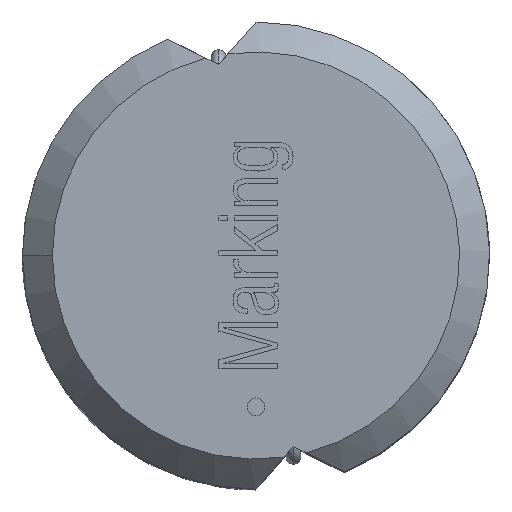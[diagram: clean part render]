
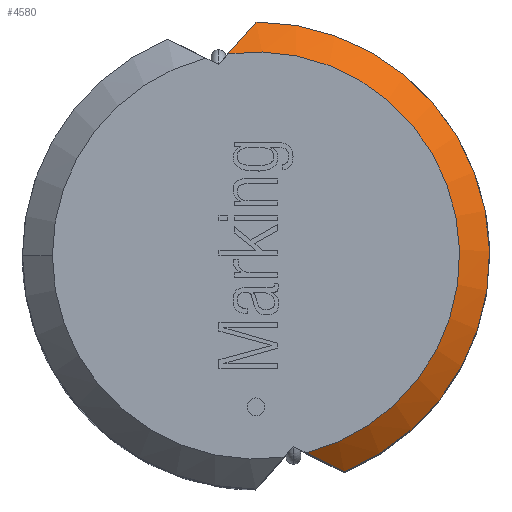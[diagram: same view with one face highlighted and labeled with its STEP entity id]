
A CAD part, top view. The second image highlights one B-rep face of the part: STEP entity #4580.
In plain terms, the highlighted conical face has half-angle 45 degrees and reference radius 3.9 mm.
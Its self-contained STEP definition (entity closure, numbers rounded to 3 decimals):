
#292 = ORIENTED_EDGE ( 'NONE', *, *, #16570, .F. ) ;
#863 = CARTESIAN_POINT ( 'NONE',  ( 0., 0., 6.3 ) ) ;
#934 = CARTESIAN_POINT ( 'NONE',  ( -0.167, 3.71, 5.99 ) ) ;
#1112 = DIRECTION ( 'NONE',  ( 0., 0., 1. ) ) ;
#2344 = CARTESIAN_POINT ( 'NONE',  ( 1.472, -3.612, 5.8 ) ) ;
#2566 = VERTEX_POINT ( 'NONE', #2344 ) ;
#2747 = DIRECTION ( 'NONE',  ( -1., 0., 0. ) ) ;
#2895 = CARTESIAN_POINT ( 'NONE',  ( 1.249, -3.5, 5.987 ) ) ;
#3345 = B_SPLINE_CURVE_WITH_KNOTS ( 'NONE', 3,
 ( #5312, #7980, #934, #15245 ),
 .UNSPECIFIED., .F., .F.,
 ( 4, 4 ),
 ( 0., 1. ),
 .UNSPECIFIED. ) ;
#3446 = VERTEX_POINT ( 'NONE', #16110 ) ;
#3460 = EDGE_LOOP ( 'NONE', ( #12175, #4787, #12512, #292 ) ) ;
#4338 = CARTESIAN_POINT ( 'NONE',  ( 1.472, -3.612, 5.8 ) ) ;
#4580 = ADVANCED_FACE ( 'NONE', ( #8207 ), #13857, .T. ) ;
#4787 = ORIENTED_EDGE ( 'NONE', *, *, #7901, .F. ) ;
#5038 = AXIS2_PLACEMENT_3D ( 'NONE', #6123, #14666, #10185 ) ;
#5312 = CARTESIAN_POINT ( 'NONE',  ( -0.468, 3.368, 6.3 ) ) ;
#5416 = DIRECTION ( 'NONE',  ( 0., 0., -1. ) ) ;
#5637 = AXIS2_PLACEMENT_3D ( 'NONE', #863, #1112, #14040 ) ;
#6123 = CARTESIAN_POINT ( 'NONE',  ( 0., 0., 5.8 ) ) ;
#7901 = EDGE_CURVE ( 'NONE', #3446, #15878, #9136, .T. ) ;
#7980 = CARTESIAN_POINT ( 'NONE',  ( -0.323, 3.533, 6.156 ) ) ;
#8207 = FACE_OUTER_BOUND ( 'NONE', #3460, .T. ) ;
#8315 = CARTESIAN_POINT ( 'NONE',  ( -0.468, 3.368, 6.3 ) ) ;
#9136 = CIRCLE ( 'NONE', #5637, 3.4 ) ;
#10125 = CARTESIAN_POINT ( 'NONE',  ( 0.837, -3.295, 6.3 ) ) ;
#10185 = DIRECTION ( 'NONE',  ( -1., 0., 0. ) ) ;
#10643 = VERTEX_POINT ( 'NONE', #11780 ) ;
#10998 = B_SPLINE_CURVE_WITH_KNOTS ( 'NONE', 3,
 ( #10125, #11547, #2895, #4338 ),
 .UNSPECIFIED., .F., .F.,
 ( 4, 4 ),
 ( 0., 1. ),
 .UNSPECIFIED. ) ;
#11547 = CARTESIAN_POINT ( 'NONE',  ( 1.038, -3.395, 6.154 ) ) ;
#11780 = CARTESIAN_POINT ( 'NONE',  ( 0., 3.9, 5.8 ) ) ;
#12175 = ORIENTED_EDGE ( 'NONE', *, *, #12451, .F. ) ;
#12451 = EDGE_CURVE ( 'NONE', #15878, #10643, #3345, .T. ) ;
#12512 = ORIENTED_EDGE ( 'NONE', *, *, #18744, .T. ) ;
#13857 = CONICAL_SURFACE ( 'NONE', #17989, 3.9, 0.785 ) ;
#14040 = DIRECTION ( 'NONE',  ( -1., 0., 0. ) ) ;
#14086 = CARTESIAN_POINT ( 'NONE',  ( 0., 0., 5.8 ) ) ;
#14666 = DIRECTION ( 'NONE',  ( 0., 0., -1. ) ) ;
#15245 = CARTESIAN_POINT ( 'NONE',  ( 0., 3.9, 5.8 ) ) ;
#15802 = CIRCLE ( 'NONE', #5038, 3.9 ) ;
#15878 = VERTEX_POINT ( 'NONE', #8315 ) ;
#16110 = CARTESIAN_POINT ( 'NONE',  ( 0.837, -3.295, 6.3 ) ) ;
#16570 = EDGE_CURVE ( 'NONE', #10643, #2566, #15802, .T. ) ;
#17989 = AXIS2_PLACEMENT_3D ( 'NONE', #14086, #5416, #2747 ) ;
#18744 = EDGE_CURVE ( 'NONE', #3446, #2566, #10998, .T. ) ;
